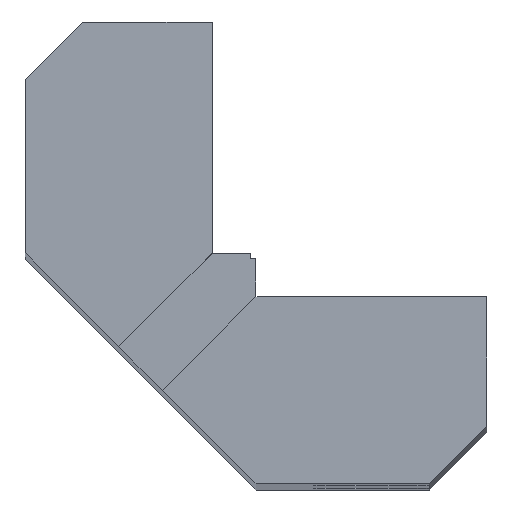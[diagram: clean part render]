
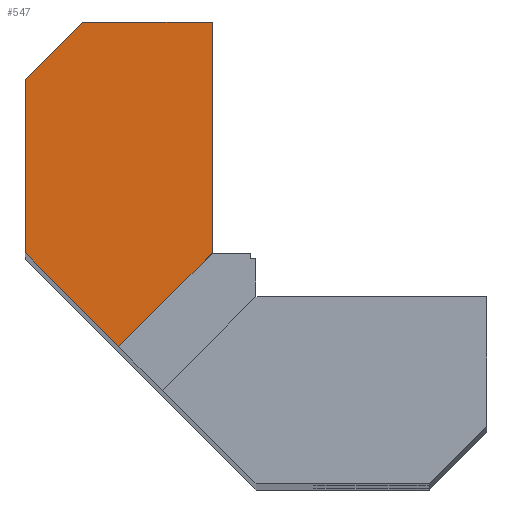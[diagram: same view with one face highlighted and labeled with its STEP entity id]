
A CAD part, top view. The second image highlights one B-rep face of the part: STEP entity #547.
In plain terms, the highlighted planar face has unit normal (0, 0, 1).
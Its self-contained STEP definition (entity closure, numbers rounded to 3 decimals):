
#53=FACE_OUTER_BOUND('',#84,.T.);
#84=EDGE_LOOP('',(#393,#394,#395,#396,#397,#398));
#117=LINE('',#794,#178);
#140=LINE('',#840,#201);
#141=LINE('',#842,#202);
#142=LINE('',#844,#203);
#143=LINE('',#846,#204);
#144=LINE('',#847,#205);
#178=VECTOR('',#637,10.);
#201=VECTOR('',#672,10.);
#202=VECTOR('',#673,10.);
#203=VECTOR('',#674,10.);
#204=VECTOR('',#675,10.);
#205=VECTOR('',#676,10.);
#239=VERTEX_POINT('',#792);
#240=VERTEX_POINT('',#793);
#257=VERTEX_POINT('',#839);
#258=VERTEX_POINT('',#841);
#259=VERTEX_POINT('',#843);
#260=VERTEX_POINT('',#845);
#287=EDGE_CURVE('',#239,#240,#117,.T.);
#310=EDGE_CURVE('',#257,#240,#140,.T.);
#311=EDGE_CURVE('',#258,#257,#141,.T.);
#312=EDGE_CURVE('',#259,#258,#142,.T.);
#313=EDGE_CURVE('',#260,#259,#143,.T.);
#314=EDGE_CURVE('',#239,#260,#144,.T.);
#393=ORIENTED_EDGE('',*,*,#287,.T.);
#394=ORIENTED_EDGE('',*,*,#310,.F.);
#395=ORIENTED_EDGE('',*,*,#311,.F.);
#396=ORIENTED_EDGE('',*,*,#312,.F.);
#397=ORIENTED_EDGE('',*,*,#313,.F.);
#398=ORIENTED_EDGE('',*,*,#314,.F.);
#524=PLANE('',#592);
#547=ADVANCED_FACE('',(#53),#524,.F.);
#592=AXIS2_PLACEMENT_3D('',#838,#670,#671);
#637=DIRECTION('',(0.707,0.707,0.));
#670=DIRECTION('center_axis',(0.,0.,-1.));
#671=DIRECTION('ref_axis',(-1.,0.,0.));
#672=DIRECTION('',(0.,-1.,0.));
#673=DIRECTION('',(1.,0.,0.));
#674=DIRECTION('',(0.707,0.707,0.));
#675=DIRECTION('',(0.,1.,0.));
#676=DIRECTION('',(-0.707,0.707,0.));
#792=CARTESIAN_POINT('',(988.1,-8.1,451.75));
#793=CARTESIAN_POINT('',(996.2,0.,451.75));
#794=CARTESIAN_POINT('',(993.1,-3.1,451.75));
#838=CARTESIAN_POINT('Origin',(1000.,0.,451.75));
#839=CARTESIAN_POINT('',(996.2,20.,451.75));
#840=CARTESIAN_POINT('',(996.2,240.,451.75));
#841=CARTESIAN_POINT('',(985.,20.,451.75));
#842=CARTESIAN_POINT('',(997.5,20.,451.75));
#843=CARTESIAN_POINT('',(980.,15.,451.75));
#844=CARTESIAN_POINT('',(982.5,17.5,451.75));
#845=CARTESIAN_POINT('',(980.,0.,451.75));
#846=CARTESIAN_POINT('',(980.,10.,451.75));
#847=CARTESIAN_POINT('',(990.,-10.,451.75));
